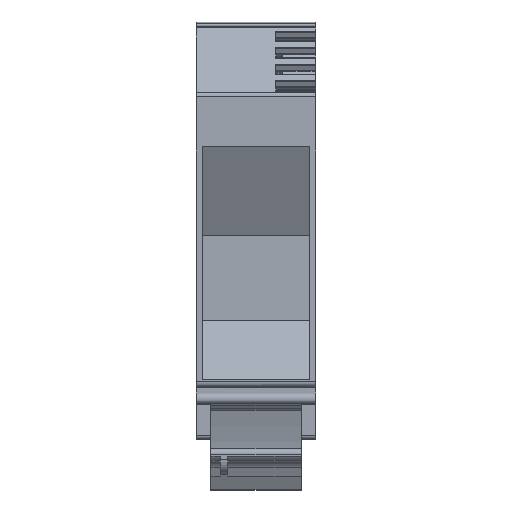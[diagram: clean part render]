
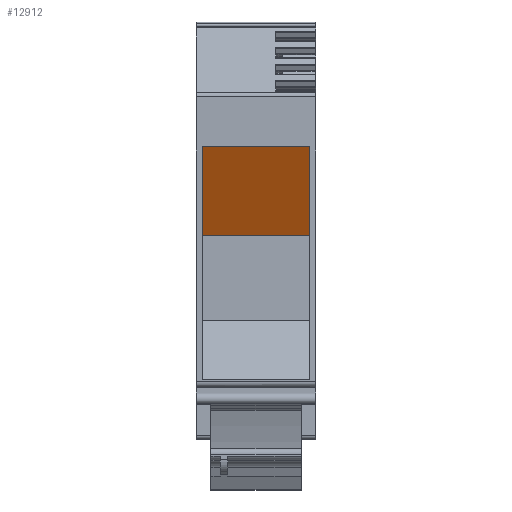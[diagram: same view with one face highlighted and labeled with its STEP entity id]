
A CAD part, front view. The second image highlights one B-rep face of the part: STEP entity #12912.
In plain terms, the highlighted planar face has unit normal (0, -0.888, -0.461).
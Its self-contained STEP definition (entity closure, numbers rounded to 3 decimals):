
#12885=AXIS2_PLACEMENT_3D('Plane Axis2P3D',#12882,#12883,#12884) ;
#12650=CARTESIAN_POINT('Line Origine',(7.95,4.,45.75)) ;
#12654=CARTESIAN_POINT('Vertex',(15.1,4.,45.75)) ;
#12656=CARTESIAN_POINT('Vertex',(0.8,4.,45.75)) ;
#12882=CARTESIAN_POINT('Axis2P3D Location',(15.1,4.,45.75)) ;
#12887=CARTESIAN_POINT('Line Origine',(0.8,7.1,39.775)) ;
#12891=CARTESIAN_POINT('Vertex',(0.8,10.2,33.8)) ;
#12894=CARTESIAN_POINT('Line Origine',(7.95,10.2,33.8)) ;
#12898=CARTESIAN_POINT('Vertex',(15.1,10.2,33.8)) ;
#12901=CARTESIAN_POINT('Line Origine',(15.1,7.1,39.775)) ;
#12651=DIRECTION('Vector Direction',(-1.,0.,0.)) ;
#12883=DIRECTION('Axis2P3D Direction',(0.,0.888,0.461)) ;
#12884=DIRECTION('Axis2P3D XDirection',(0.,0.461,-0.888)) ;
#12888=DIRECTION('Vector Direction',(0.,0.461,-0.888)) ;
#12895=DIRECTION('Vector Direction',(-1.,0.,0.)) ;
#12902=DIRECTION('Vector Direction',(0.,0.461,-0.888)) ;
#12652=VECTOR('Line Direction',#12651,1.) ;
#12889=VECTOR('Line Direction',#12888,1.) ;
#12896=VECTOR('Line Direction',#12895,1.) ;
#12903=VECTOR('Line Direction',#12902,1.) ;
#12907=ORIENTED_EDGE('',*,*,#12893,.T.) ;
#12908=ORIENTED_EDGE('',*,*,#12900,.F.) ;
#12909=ORIENTED_EDGE('',*,*,#12905,.F.) ;
#12910=ORIENTED_EDGE('',*,*,#12658,.T.) ;
#12912=ADVANCED_FACE('KLTR',(#12911),#12886,.F.) ;
#12658=EDGE_CURVE('',#12655,#12657,#12653,.T.) ;
#12893=EDGE_CURVE('',#12657,#12892,#12890,.T.) ;
#12900=EDGE_CURVE('',#12899,#12892,#12897,.T.) ;
#12905=EDGE_CURVE('',#12655,#12899,#12904,.T.) ;
#12906=EDGE_LOOP('',(#12907,#12908,#12909,#12910)) ;
#12911=FACE_OUTER_BOUND('',#12906,.T.) ;
#12653=LINE('Line',#12650,#12652) ;
#12890=LINE('Line',#12887,#12889) ;
#12897=LINE('Line',#12894,#12896) ;
#12904=LINE('Line',#12901,#12903) ;
#12886=PLANE('',#12885) ;
#12655=VERTEX_POINT('',#12654) ;
#12657=VERTEX_POINT('',#12656) ;
#12892=VERTEX_POINT('',#12891) ;
#12899=VERTEX_POINT('',#12898) ;
